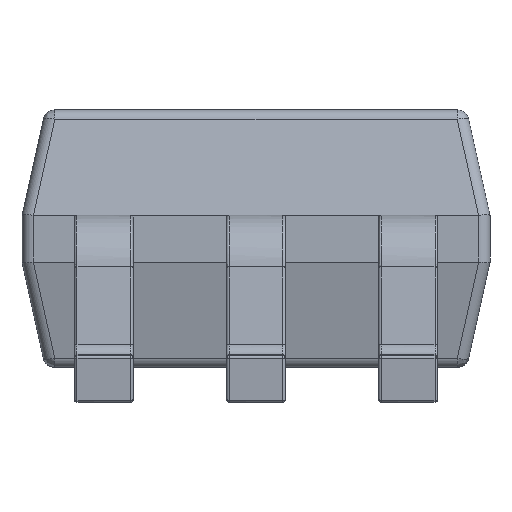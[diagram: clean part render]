
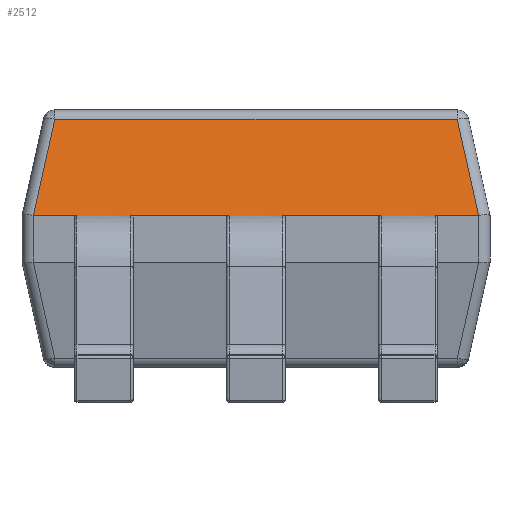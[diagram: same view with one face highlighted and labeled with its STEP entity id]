
A CAD part, left-side view. The second image highlights one B-rep face of the part: STEP entity #2512.
In plain terms, the highlighted free-form (B-spline) face has degree [1, 1] with [2, 2] control points.
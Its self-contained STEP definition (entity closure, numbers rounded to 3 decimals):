
#2214 = EDGE_CURVE('',#2215,#2217,#2219,.T.);
#2215 = VERTEX_POINT('',#2216);
#2216 = CARTESIAN_POINT('',(-0.65,-0.95,0.816));
#2217 = VERTEX_POINT('',#2218);
#2218 = CARTESIAN_POINT('',(-0.65,0.95,0.816));
#2219 = B_SPLINE_CURVE_WITH_KNOTS('',1,(#2220,#2221),.UNSPECIFIED.,.F.,
  .F.,(2,2),(-1.95,-0.05),.PIECEWISE_BEZIER_KNOTS.);
#2220 = CARTESIAN_POINT('',(-0.65,-0.95,0.816));
#2221 = CARTESIAN_POINT('',(-0.65,0.95,0.816));
#2512 = ADVANCED_FACE('',(#2513),#2553,.T.);
#2513 = FACE_BOUND('',#2514,.T.);
#2514 = EDGE_LOOP('',(#2515,#2524,#2531,#2532,#2541,#2548));
#2515 = ORIENTED_EDGE('',*,*,#2516,.T.);
#2516 = EDGE_CURVE('',#2517,#2519,#2521,.T.);
#2517 = VERTEX_POINT('',#2518);
#2518 = CARTESIAN_POINT('',(-0.559,0.86,
    1.227));
#2519 = VERTEX_POINT('',#2520);
#2520 = CARTESIAN_POINT('',(-0.65,0.951,0.816
    ));
#2521 = B_SPLINE_CURVE_WITH_KNOTS('',1,(#2522,#2523),.UNSPECIFIED.,.F.,
  .F.,(2,2),(0.221,0.652),.PIECEWISE_BEZIER_KNOTS.);
#2522 = CARTESIAN_POINT('',(-0.559,0.86,
    1.227));
#2523 = CARTESIAN_POINT('',(-0.65,0.951,0.816
    ));
#2524 = ORIENTED_EDGE('',*,*,#2525,.T.);
#2525 = EDGE_CURVE('',#2519,#2217,#2526,.T.);
#2526 = ( BOUNDED_CURVE() B_SPLINE_CURVE(3,(#2527,#2528,#2529,#2530),
.UNSPECIFIED.,.F.,.F.) B_SPLINE_CURVE_WITH_KNOTS((4,4),(6.26,
6.283),.PIECEWISE_BEZIER_KNOTS.) CURVE() 
GEOMETRIC_REPRESENTATION_ITEM() RATIONAL_B_SPLINE_CURVE((1.,
1.,1.,1.)) REPRESENTATION_ITEM('') );
#2527 = CARTESIAN_POINT('',(-0.65,0.951,0.816
    ));
#2528 = CARTESIAN_POINT('',(-0.65,0.951,0.816)
  );
#2529 = CARTESIAN_POINT('',(-0.65,0.95,0.816));
#2530 = CARTESIAN_POINT('',(-0.65,0.95,0.816));
#2531 = ORIENTED_EDGE('',*,*,#2214,.F.);
#2532 = ORIENTED_EDGE('',*,*,#2533,.T.);
#2533 = EDGE_CURVE('',#2215,#2534,#2536,.T.);
#2534 = VERTEX_POINT('',#2535);
#2535 = CARTESIAN_POINT('',(-0.65,-0.951,
    0.816));
#2536 = ( BOUNDED_CURVE() B_SPLINE_CURVE(3,(#2537,#2538,#2539,#2540),
.UNSPECIFIED.,.F.,.F.) B_SPLINE_CURVE_WITH_KNOTS((4,4),(
    0.,0.024),.PIECEWISE_BEZIER_KNOTS.) 
CURVE() GEOMETRIC_REPRESENTATION_ITEM() RATIONAL_B_SPLINE_CURVE((1.,
1.,1.,1.)) REPRESENTATION_ITEM('') );
#2537 = CARTESIAN_POINT('',(-0.65,-0.95,0.816));
#2538 = CARTESIAN_POINT('',(-0.65,-0.95,0.816));
#2539 = CARTESIAN_POINT('',(-0.65,-0.951,0.816
    ));
#2540 = CARTESIAN_POINT('',(-0.65,-0.951,
    0.816));
#2541 = ORIENTED_EDGE('',*,*,#2542,.T.);
#2542 = EDGE_CURVE('',#2534,#2543,#2545,.T.);
#2543 = VERTEX_POINT('',#2544);
#2544 = CARTESIAN_POINT('',(-0.559,-0.86,
    1.227));
#2545 = B_SPLINE_CURVE_WITH_KNOTS('',1,(#2546,#2547),.UNSPECIFIED.,.F.,
  .F.,(2,2),(-0.652,-0.221),.PIECEWISE_BEZIER_KNOTS.);
#2546 = CARTESIAN_POINT('',(-0.65,-0.951,
    0.816));
#2547 = CARTESIAN_POINT('',(-0.559,-0.86,
    1.227));
#2548 = ORIENTED_EDGE('',*,*,#2549,.T.);
#2549 = EDGE_CURVE('',#2543,#2517,#2550,.T.);
#2550 = B_SPLINE_CURVE_WITH_KNOTS('',1,(#2551,#2552),.UNSPECIFIED.,.F.,
  .F.,(2,2),(-0.86,0.86),.PIECEWISE_BEZIER_KNOTS.);
#2551 = CARTESIAN_POINT('',(-0.559,-0.86,
    1.227));
#2552 = CARTESIAN_POINT('',(-0.559,0.86,
    1.227));
#2553 = B_SPLINE_SURFACE_WITH_KNOTS('',1,1,(
    (#2554,#2555)
    ,(#2556,#2557
    )),.UNSPECIFIED.,.F.,.F.,.F.,(2,2),(2,2),(-0.951,
    0.951),(0.04,0.461),
  .PIECEWISE_BEZIER_KNOTS.);
#2554 = CARTESIAN_POINT('',(-0.559,-0.951,
    1.227));
#2555 = CARTESIAN_POINT('',(-0.65,-0.951,0.816));
#2556 = CARTESIAN_POINT('',(-0.559,0.951,
    1.227));
#2557 = CARTESIAN_POINT('',(-0.65,0.951,0.816));
